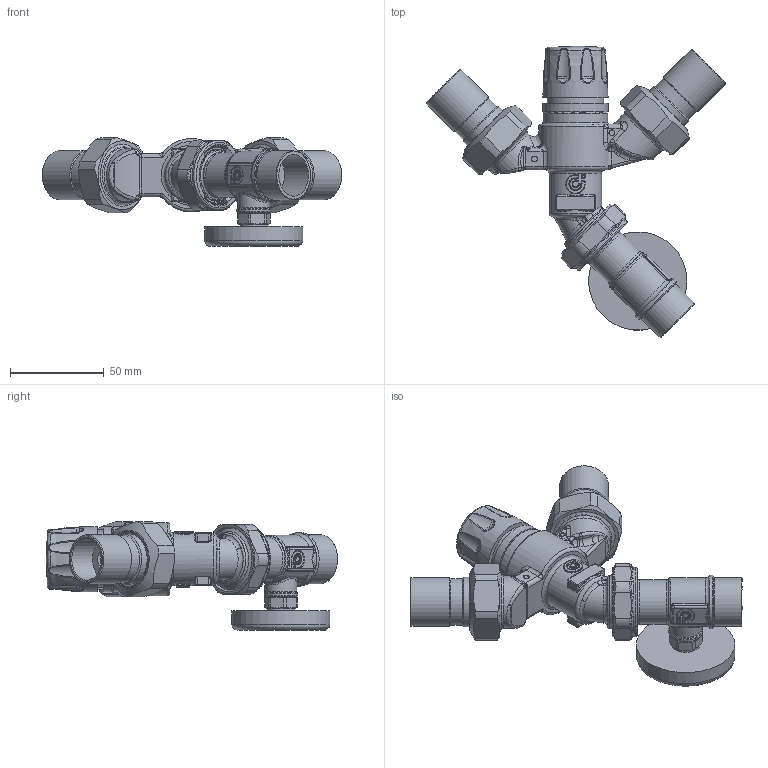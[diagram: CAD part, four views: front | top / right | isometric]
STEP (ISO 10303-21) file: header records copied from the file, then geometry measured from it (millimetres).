
FILE_DESCRIPTION(/* description */ (''),/* implementation_level */ '2;1');
FILE_NAME(/* name */ '520519AC.stp',/* time_stamp */ '2025-07-08T14:08:34-05:00',/* author */ ('ischreiner'),/* organization */ (''),/* preprocessor_version */ 'ST-DEVELOPER v20',/* originating_system */ 'Autodesk Inventor 2024',/* authorisation */ '');
FILE_SCHEMA (('AUTOMOTIVE_DESIGN { 1 0 10303 214 3 1 1 }'));
Products named in the file (5): 520519AC; New 520051A body; NA10056_Simplify_1; F41358; F61008 - 1 inch union nut
Assembly tree (6 placements, depth 2):
  520519AC
    New 520051A body
    NA10056_Simplify_1
    F41358  x2
    F61008 - 1 inch union nut  x2
Bounding box: 159.27 x 154.97 x 57.97 mm (x, y, z)
Volume: 214538.5 mm3; surface area: 65435.9 mm2
Topology: 10 solids, 10 shells, 1434 faces, 3293 edges, 1791 vertices
Faces by surface type: cylinder 455, bspline 404, plane 232, torus 158, sphere 112, cone 73
Full cylindrical faces by diameter (mm): 3 x2, 9.017 x1, 11.176 x1, 11.227 x1, 12.954 x1, 13.6 x1, 14.224 x2, 15.24 x1, 15.875 x1, 17 x1, 18 x1, 19.812 x2, 21.057 x2, 22.352 x3, 23.5 x1, 24 x1, 24.13 x2, 24.994 x2, 26 x1, 26.01 x2, 26.492 x2, 26.924 x2, 27.7 x1, 28 x2, 28.5 x1, 29.6 x1, 30.099 x2, 30.302 x2, 30.5 x1, 33.1 x3
Entity records: 75758 total; most frequent: CARTESIAN_POINT 46491, ORIENTED_EDGE 6132, DIRECTION 5636, EDGE_CURVE 3066, AXIS2_PLACEMENT_3D 2413, VERTEX_POINT 1732, EDGE_LOOP 1440, FACE_OUTER_BOUND 1392
